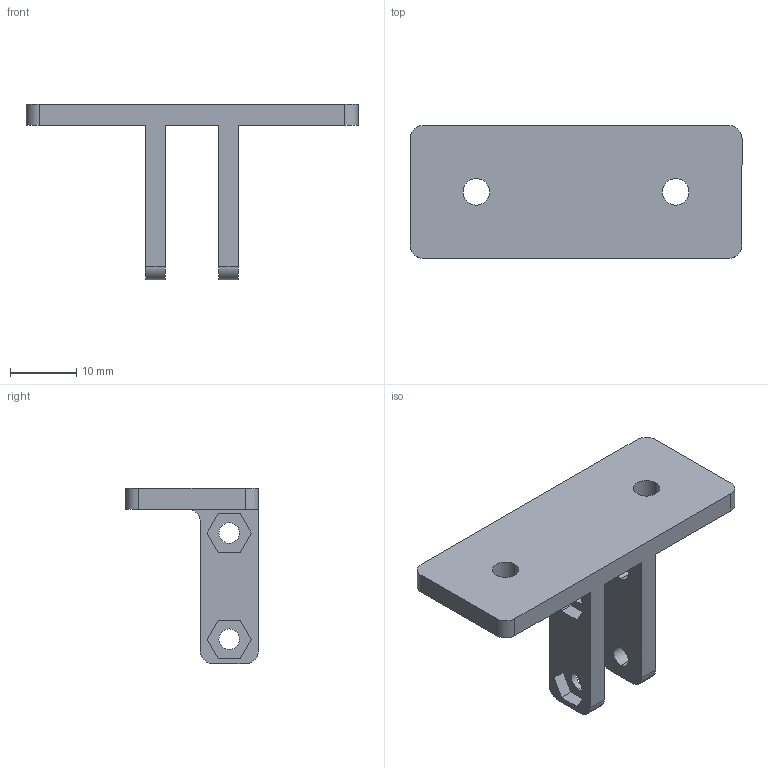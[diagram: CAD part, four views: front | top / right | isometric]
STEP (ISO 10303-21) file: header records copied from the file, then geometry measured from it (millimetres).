
FILE_DESCRIPTION (( 'STEP AP203' ), '1' );
FILE_NAME ('CB-001-005 - Ultrasonic Mount.STEP', '2023-07-16T16:28:21', ( '' ), ( '' ), 'SwSTEP 2.0', 'SolidWorks 2023', '' );
FILE_SCHEMA (( 'CONFIG_CONTROL_DESIGN' ));
Length unit declared in the file: millimetre
Products named in the file (1): CB-001-005 - Ultrasonic Mount
Bounding box: 50 x 20 x 26.5 mm (x, y, z)
Volume: 3449.5 mm3; surface area: 3855.7 mm2
Topology: 1 solids, 1 shells, 109 faces, 280 edges, 176 vertices
Faces by surface type: cylinder 50, plane 43, torus 16
Entity records: 3419 total; most frequent: DIRECTION 620, CARTESIAN_POINT 566, ORIENTED_EDGE 560, EDGE_CURVE 280, AXIS2_PLACEMENT_3D 230, VERTEX_POINT 176, VECTOR 160, LINE 160
